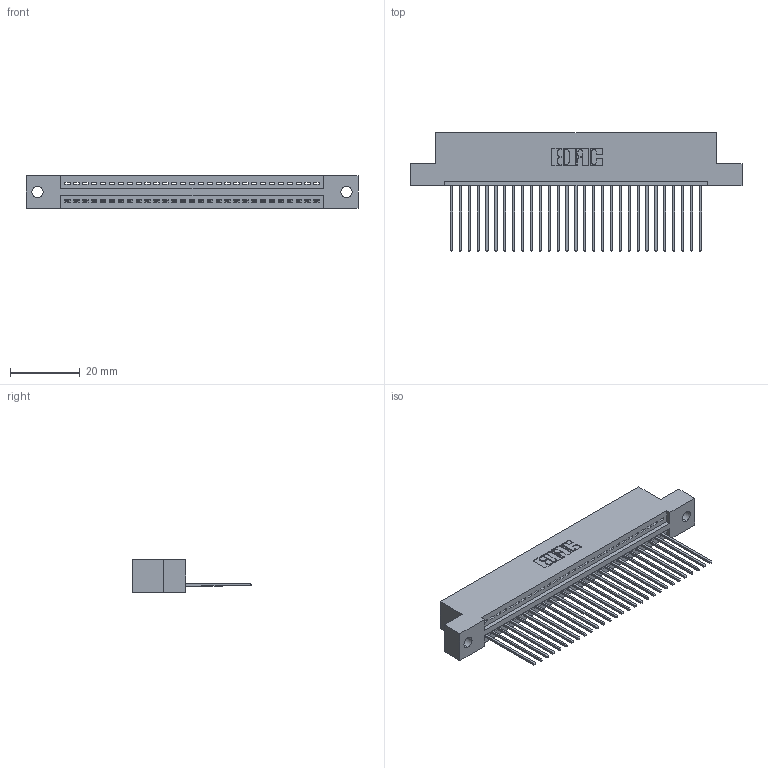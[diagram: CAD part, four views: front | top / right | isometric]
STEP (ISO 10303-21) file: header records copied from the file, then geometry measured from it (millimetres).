
FILE_DESCRIPTION (( 'STEP AP203' ), '1' );
FILE_NAME ('395-029-541-102.STEP', '2019-10-19T05:33:20', ( '' ), ( '' ), 'SwSTEP 2.0', 'SolidWorks 2016', '' );
FILE_SCHEMA (( 'CONFIG_CONTROL_DESIGN' ));
Length unit declared in the file: inch
Products named in the file (3): 345 Part_Flush Mounting Lugs - 0.128 Dia; 345-292-001_345-293-141; 395-029-541-102
Assembly tree (30 placements, depth 2):
  395-029-541-102
    345 Part_Flush Mounting Lugs - 0.128 Dia
    345-292-001_345-293-141  x29
Bounding box: 94.87 x 33.96 x 9.4 mm (x, y, z)
Volume: 8963.3 mm3; surface area: 12026.3 mm2
Topology: 30 solids, 30 shells, 1808 faces, 5445 edges, 3590 vertices
Faces by surface type: plane 1240, cylinder 568
Entity records: 23597 total; most frequent: CARTESIAN_POINT 4095, ORIENTED_EDGE 4058, DIRECTION 3595, EDGE_CURVE 2029, LINE 1781, VECTOR 1781, VERTEX_POINT 1350, AXIS2_PLACEMENT_3D 907
